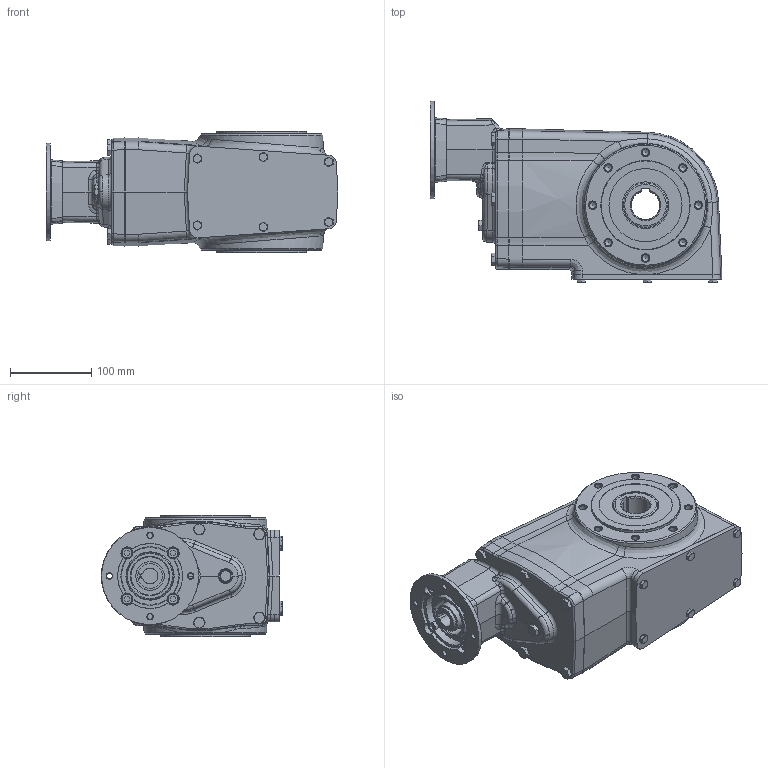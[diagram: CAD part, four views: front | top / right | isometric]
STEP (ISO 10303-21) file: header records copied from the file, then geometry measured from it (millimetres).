
FILE_DESCRIPTION(/* description */ ('Unknown'),/* implementation_level */ '2;1');
FILE_NAME(/* name */ '_B_X63N_I_xxx_-E_FB_N_-R_B3_-D_',/* time_stamp */ '2025-09-24T08:22:23+02:00',/* author */ ('Unknown'),/* organization */ ('Unknown'),/* preprocessor_version */ 'ST-DEVELOPER v18.104',/* originating_system */ 'Solid Edge',/* authorisation */ 'Unknown');
FILE_SCHEMA (('AUTOMOTIVE_DESIGN {1 0 10303 214 3 1 1}'));
Length unit declared in the file: millimetre
Products named in the file (6): _B_X63N_I_xxx_-E_FB_N_-R_B3_-D_; _B_X63N_I_xxx_-E_FB_; C405093P; I634046; VTBIM08x16
Assembly tree (8 placements, depth 3):
  _B_X63N_I_xxx_-E_FB_N_-R_B3_-D_
    _B_X63N_I_xxx_-E_FB_
    C405093P
    I634046
      I634046
      VTBIM08x16  x4
Bounding box: 359 x 223.2 x 150 mm (x, y, z)
Volume: 6259690.6 mm3; surface area: 306424.3 mm2
Topology: 7 solids, 10 shells, 741 faces, 1766 edges, 1092 vertices
Faces by surface type: plane 268, cylinder 180, cone 158, bspline 86, torus 47, sphere 2
Full cylindrical faces by diameter (mm): 6.647 x8, 7 x4, 8 x4, 8.376 x32, 8.9 x6, 9 x4, 11.6 x6, 13 x4, 14 x4, 16.662 x1, 18 x1, 24.5 x1, 30 x1, 35 x2, 47 x1, 57.5 x2, 58 x2, 62 x3, 69.2 x2, 90 x2, 110 x2, 120 x1
Entity records: 24885 total; most frequent: CARTESIAN_POINT 6069, DIRECTION 2878, ORIENTED_EDGE 2826, EDGE_CURVE 1413, AXIS2_PLACEMENT_3D 1207, VERTEX_POINT 966, FACE_BOUND 955, EDGE_LOOP 935
